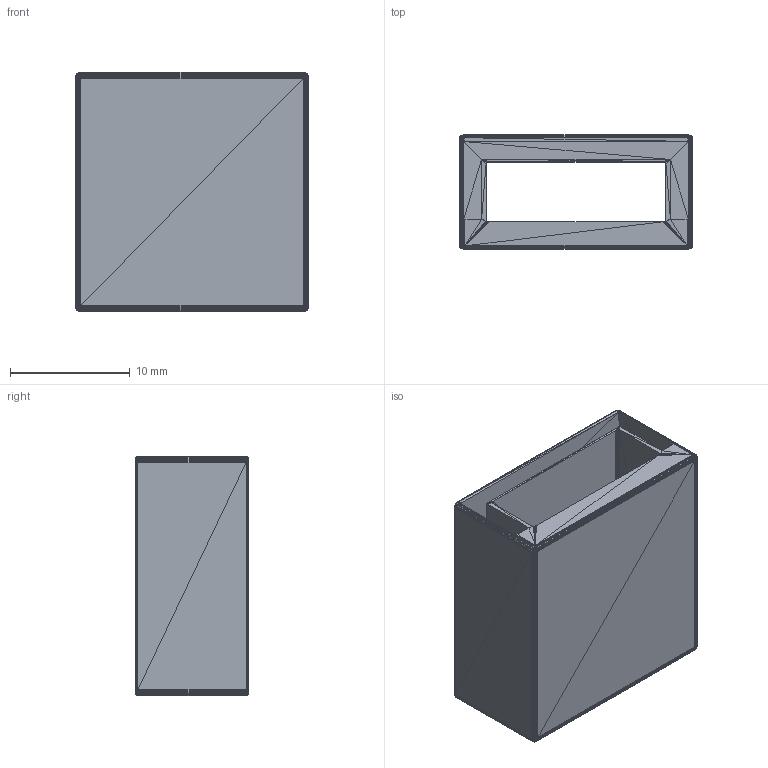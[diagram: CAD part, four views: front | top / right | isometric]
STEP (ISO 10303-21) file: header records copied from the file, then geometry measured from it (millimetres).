
FILE_DESCRIPTION((''),'2;1');
FILE_NAME('Holder coupling', '2026-01-19T18:38:09', (''), (''), 'ImageToStl.com STEP Converter','', '');
FILE_SCHEMA(('AUTOMOTIVE_DESIGN_CC2'));
Length unit declared in the file: metre
Products named in the file (1): product0
Bounding box: 19.5 x 9.5 x 20 mm (x, y, z)
Surface area: 2538.4 mm2 (no closed solid volume)
Topology: 0 solids, 1992 shells, 1992 faces, 5976 edges, 996 vertices
Faces by surface type: plane 1992
Entity records: 45844 total; most frequent: DIRECTION 9962, ORIENTED_EDGE 5976, EDGE_CURVE 5976, LINE 5976, VECTOR 5976, AXIS2_PLACEMENT_3D 1993, FACE_SURFACE 1992, PLANE 1992
